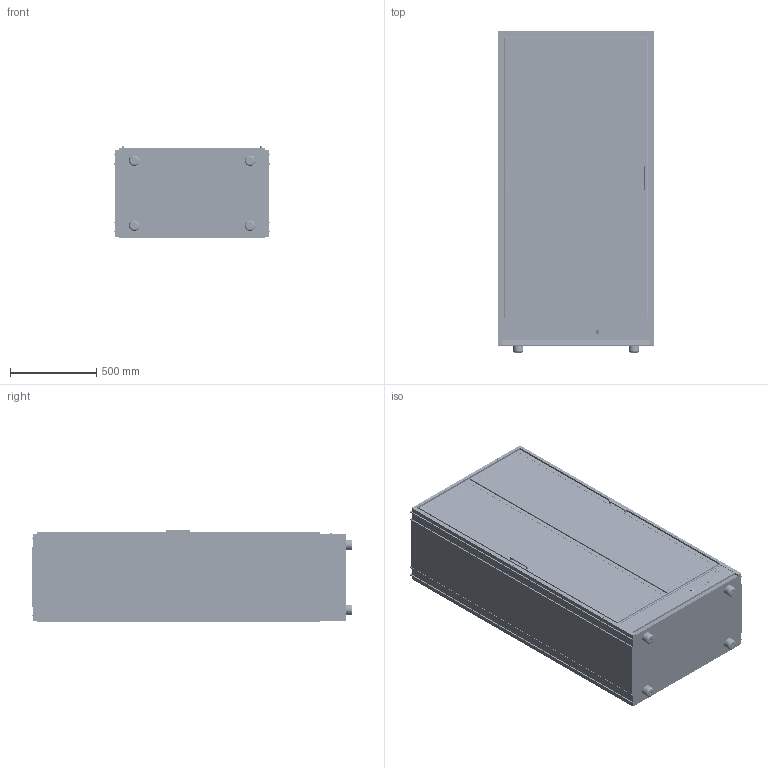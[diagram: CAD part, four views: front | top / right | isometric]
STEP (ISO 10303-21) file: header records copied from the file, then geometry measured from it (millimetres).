
FILE_DESCRIPTION (( 'STEP AP203' ), '1' );
FILE_NAME ('MD-M12___MP-M12.STEP', '2026-01-09T16:04:34', ( '' ), ( '' ), 'SwSTEP 2.0', 'SolidWorks 2021', '' );
FILE_SCHEMA (( 'CONFIG_CONTROL_DESIGN' ));
Length unit declared in the file: millimetre
Products named in the file (29): BASE ALLUMINIO ANODIZZATO; LED MODULO A BASE; STRUTTURA ALLUMINIO e POLIURETANO MODULO A; LED MODULO A CHIP; VETRO PORTA MOD. A PER RENDERING; TONDINI 1 PIANO BOTTIGLIE INCLINATE; TELAIO ANTA BATTENTE MODULO A; INTERRUTTORE 0-1 (Z-CE-INTLB); ASSIEME LED MODULO A; ANTA mod A; BOTTIGLIA ROSSO TAPPO; ASSIEME VAR12 INTERNO; ASSIEME MODULO A ESTERNO_MURALE; BOTTIGLIA ROSSO ETICHETTA; MANIGLIA QUADRA A0A78128 - 135 X 12 X 20; BOTTIGLIA ROSSO VETRO; TOP INTERNO MODULI A; ASSIEME BOTTIGLIA con ETICHETTA; TERMOREGOLATORE DIXELL XW 60 L X RENDERING ; ASSIEME PANNELLO BOTTIGLIE INCLINATE; ISOLAMENTO POSTERIORE mod A; ASSIEME 1 PIANO INCLINATO CON BOTTIGLIE con ETICHETTA; FASCIA INFERIORE POSTERIORE PARETE MURALE ALLUMINIO; SPALLA INTERNA MODULO A; TELAIO MOD. A PARTE PER RENDERING; PANNELLO CENTRALE ALLUMINIO INCLINATE; MD-M12___MP-M12; PIEDINO PLASTICA NERA D.  60 X 40 H; FASCIA INFERIORE FRONTALE PARETE ALLUMINIO
Assembly tree (57 placements, depth 6):
  MD-M12___MP-M12
    ASSIEME VAR12 INTERNO
      BASE ALLUMINIO ANODIZZATO
      SPALLA INTERNA MODULO A  x2
      TOP INTERNO MODULI A
      ASSIEME PANNELLO BOTTIGLIE INCLINATE
        PANNELLO CENTRALE ALLUMINIO INCLINATE
        ASSIEME 1 PIANO INCLINATO CON BOTTIGLIE con ETICHETTA  x16
          TONDINI 1 PIANO BOTTIGLIE INCLINATE
          ASSIEME BOTTIGLIA con ETICHETTA
            BOTTIGLIA ROSSO VETRO
            BOTTIGLIA ROSSO TAPPO
            BOTTIGLIA ROSSO ETICHETTA
      ASSIEME LED MODULO A  x4
        LED MODULO A BASE
        LED MODULO A CHIP
    ASSIEME MODULO A ESTERNO_MURALE
      STRUTTURA ALLUMINIO e POLIURETANO MODULO A
      PIEDINO PLASTICA NERA D.  60 X 40 H  x4
      TELAIO MOD. A PARTE PER RENDERING
      FASCIA INFERIORE FRONTALE PARETE ALLUMINIO
      FASCIA INFERIORE POSTERIORE PARETE MURALE ALLUMINIO
      ISOLAMENTO POSTERIORE mod A
      ANTA mod A  x2
        TELAIO ANTA BATTENTE MODULO A
        VETRO PORTA MOD. A PER RENDERING
        MANIGLIA QUADRA A0A78128 - 135 X 12 X 20
      TERMOREGOLATORE DIXELL XW 60 L X RENDERING 
      INTERRUTTORE 0-1 (Z-CE-INTLB)
Bounding box: 900 x 1858 x 529 mm (x, y, z)
Volume: 352331129.6 mm3; surface area: 30546262.1 mm2
Topology: 463 solids, 463 shells, 13317 faces, 30350 edges, 19468 vertices
Faces by surface type: plane 6552, cylinder 3135, torus 1800, bspline 1598, cone 224, sphere 8
Entity records: 47056 total; most frequent: CARTESIAN_POINT 9971, ORIENTED_EDGE 6770, DIRECTION 6607, EDGE_CURVE 3385, VECTOR 2767, LINE 2767, VERTEX_POINT 2244, AXIS2_PLACEMENT_3D 1920
